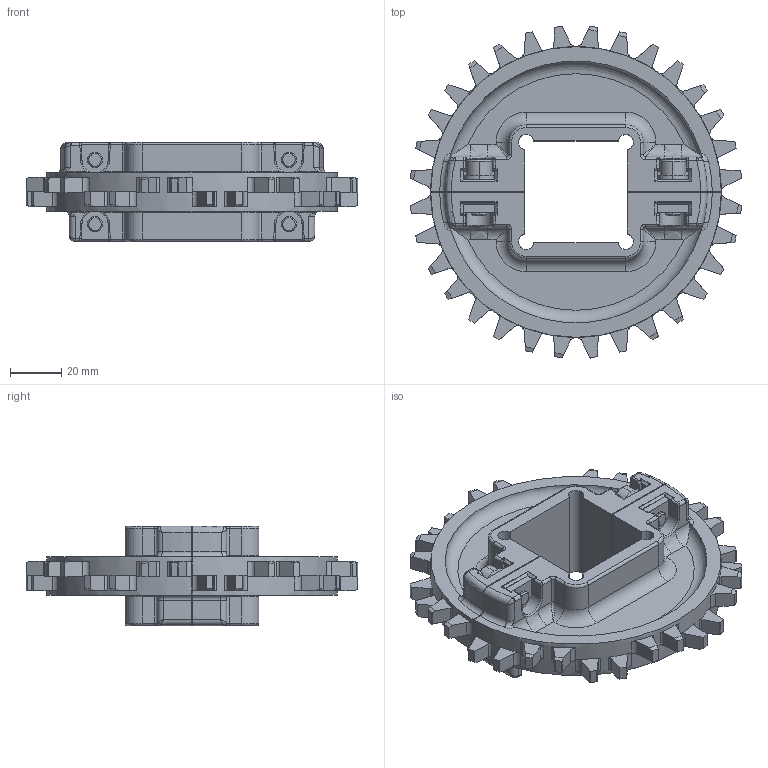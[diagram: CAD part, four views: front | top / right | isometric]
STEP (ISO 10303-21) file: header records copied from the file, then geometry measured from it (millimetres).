
FILE_DESCRIPTION (( 'STEP AP214' ), '1' );
FILE_NAME ('Rexnord-SSW 1000 SPLIT SPROCKETS WIDE HUB-SSW 1000 16-40x40.STEP', '2019-04-07T01:10:04', ( '' ), ( '' ), 'SwSTEP 2.0', 'SolidWorks 2019', '' );
FILE_SCHEMA (( 'AUTOMOTIVE_DESIGN' ));
Length unit declared in the file: millimetre
Products named in the file (5): Screw; Wisher; Allen_Bolt; SSW_1000_SSW 1000 16-40x40; Rexnord-SSW 1000 SPLIT SPROCKETS WIDE HUB-SSW 1000 16-40x40
Assembly tree (13 placements, depth 2):
  Rexnord-SSW 1000 SPLIT SPROCKETS WIDE HUB-SSW 1000 16-40x40
    SSW_1000_SSW 1000 16-40x40
    Screw  x4
    Wisher  x4
    Allen_Bolt  x4
Bounding box: 130.11 x 130.11 x 39 mm (x, y, z)
Volume: 152046 mm3; surface area: 56733.1 mm2
Topology: 16 solids, 16 shells, 1190 faces, 3084 edges, 1914 vertices
Faces by surface type: cylinder 476, plane 468, bspline 150, torus 56, cone 40
Entity records: 36027 total; most frequent: CARTESIAN_POINT 10481, ORIENTED_EDGE 5618, DIRECTION 5083, EDGE_CURVE 2809, AXIS2_PLACEMENT_3D 1817, VERTEX_POINT 1764, LINE 1449, VECTOR 1449
